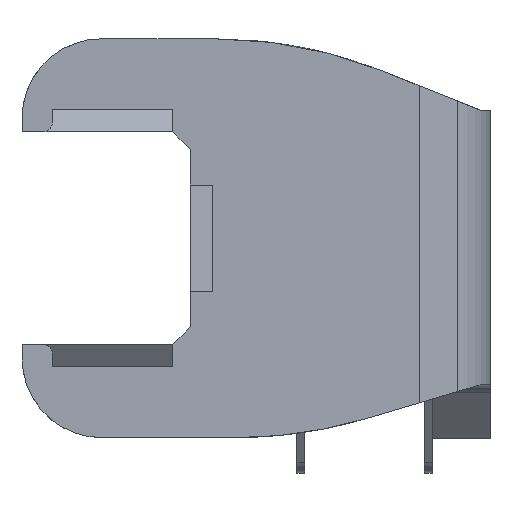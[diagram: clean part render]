
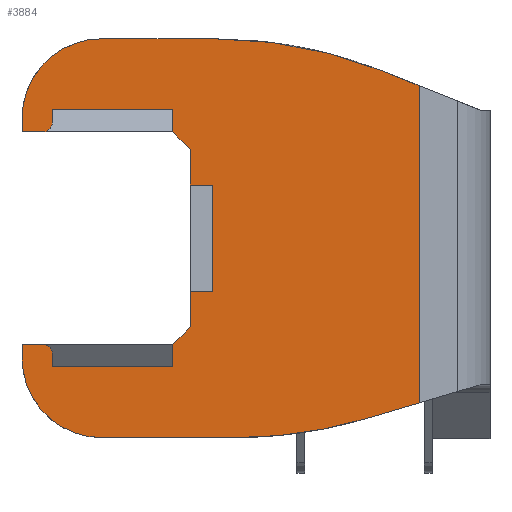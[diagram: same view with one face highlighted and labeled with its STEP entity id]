
A CAD part, front view. The second image highlights one B-rep face of the part: STEP entity #3884.
In plain terms, the highlighted planar face has unit normal (0, -1, 0).
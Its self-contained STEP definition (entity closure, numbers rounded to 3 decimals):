
#1036=CARTESIAN_POINT('',(-11.6,0.,35.5));
#1037=DIRECTION('',(0.,-1.,0.));
#1038=DIRECTION('',(0.,0.,-1.));
#1039=AXIS2_PLACEMENT_3D('',#1036,#1037,#1038);
#1041=DIRECTION('',(1.,0.,0.));
#1042=VECTOR('',#1041,2.4);
#1043=CARTESIAN_POINT('',(-14.,0.,34.5));
#1044=LINE('',#1043,#1042);
#1045=DIRECTION('',(0.,0.,-1.));
#1046=VECTOR('',#1045,1.5);
#1047=CARTESIAN_POINT('',(-14.,0.,36.));
#1048=LINE('',#1047,#1046);
#1049=CARTESIAN_POINT('',(-5.,0.,36.));
#1050=DIRECTION('',(0.,-1.,0.));
#1051=DIRECTION('',(0.,0.,1.));
#1052=AXIS2_PLACEMENT_3D('',#1049,#1050,#1051);
#1054=DIRECTION('',(-1.,0.,0.));
#1055=VECTOR('',#1054,12.687);
#1056=CARTESIAN_POINT('',(7.687,0.,45.));
#1057=LINE('',#1056,#1055);
#1058=CARTESIAN_POINT('',(7.687,0.,-6.27));
#1059=DIRECTION('',(0.,-1.,0.));
#1060=DIRECTION('',(0.372,0.,0.928));
#1061=AXIS2_PLACEMENT_3D('',#1058,#1059,#1060);
#1063=DIRECTION('',(-0.928,0.,0.372));
#1064=VECTOR('',#1063,4.368);
#1065=CARTESIAN_POINT('',(30.8,0.,39.703));
#1066=LINE('',#1065,#1064);
#1067=DIRECTION('',(0.,0.,1.));
#1068=VECTOR('',#1067,35.779);
#1069=CARTESIAN_POINT('',(30.8,0.,3.924));
#1070=LINE('',#1069,#1068);
#1071=DIRECTION('',(0.959,0.,0.284));
#1072=VECTOR('',#1071,6.357);
#1073=CARTESIAN_POINT('',(24.706,0.,2.116));
#1074=LINE('',#1073,#1072);
#1075=CARTESIAN_POINT('',(10.127,0.,51.27));
#1076=DIRECTION('',(0.,-1.,0.));
#1077=DIRECTION('',(0.,0.,-1.));
#1078=AXIS2_PLACEMENT_3D('',#1075,#1076,#1077);
#1080=DIRECTION('',(1.,0.,0.));
#1081=VECTOR('',#1080,15.127);
#1082=CARTESIAN_POINT('',(-5.,0.,0.));
#1083=LINE('',#1082,#1081);
#1084=CARTESIAN_POINT('',(-5.,0.,9.));
#1085=DIRECTION('',(0.,-1.,0.));
#1086=DIRECTION('',(-1.,0.,0.));
#1087=AXIS2_PLACEMENT_3D('',#1084,#1085,#1086);
#1089=DIRECTION('',(0.,0.,-1.));
#1090=VECTOR('',#1089,1.5);
#1091=CARTESIAN_POINT('',(-14.,0.,10.5));
#1092=LINE('',#1091,#1090);
#1093=DIRECTION('',(-1.,0.,0.));
#1094=VECTOR('',#1093,2.4);
#1095=CARTESIAN_POINT('',(-11.6,0.,10.5));
#1096=LINE('',#1095,#1094);
#1097=CARTESIAN_POINT('',(-11.6,0.,9.5));
#1098=DIRECTION('',(0.,-1.,0.));
#1099=DIRECTION('',(1.,0.,0.));
#1100=AXIS2_PLACEMENT_3D('',#1097,#1098,#1099);
#1102=DIRECTION('',(0.,0.,-1.));
#1103=VECTOR('',#1102,1.5);
#1104=CARTESIAN_POINT('',(-10.6,0.,9.5));
#1105=LINE('',#1104,#1103);
#1106=DIRECTION('',(1.,0.,0.));
#1107=VECTOR('',#1106,13.6);
#1108=CARTESIAN_POINT('',(-10.6,0.,8.));
#1109=LINE('',#1108,#1107);
#1110=DIRECTION('',(0.,0.,1.));
#1111=VECTOR('',#1110,2.5);
#1112=CARTESIAN_POINT('',(3.,0.,8.));
#1113=LINE('',#1112,#1111);
#1114=DIRECTION('',(0.,0.,-1.));
#1115=VECTOR('',#1114,4.);
#1116=CARTESIAN_POINT('',(5.,0.,16.5));
#1117=LINE('',#1116,#1115);
#1118=DIRECTION('',(1.,0.,0.));
#1119=VECTOR('',#1118,2.5);
#1120=CARTESIAN_POINT('',(5.,0.,16.5));
#1121=LINE('',#1120,#1119);
#1122=DIRECTION('',(0.,0.,1.));
#1123=VECTOR('',#1122,12.);
#1124=CARTESIAN_POINT('',(7.5,0.,16.5));
#1125=LINE('',#1124,#1123);
#1126=DIRECTION('',(-1.,0.,0.));
#1127=VECTOR('',#1126,2.5);
#1128=CARTESIAN_POINT('',(7.5,0.,28.5));
#1129=LINE('',#1128,#1127);
#1130=DIRECTION('',(0.,0.,-1.));
#1131=VECTOR('',#1130,4.);
#1132=CARTESIAN_POINT('',(5.,0.,32.5));
#1133=LINE('',#1132,#1131);
#1134=DIRECTION('',(0.,0.,1.));
#1135=VECTOR('',#1134,2.5);
#1136=CARTESIAN_POINT('',(3.,0.,34.5));
#1137=LINE('',#1136,#1135);
#1138=DIRECTION('',(-1.,0.,0.));
#1139=VECTOR('',#1138,13.6);
#1140=CARTESIAN_POINT('',(3.,0.,37.));
#1141=LINE('',#1140,#1139);
#1142=DIRECTION('',(0.,0.,-1.));
#1143=VECTOR('',#1142,1.5);
#1144=CARTESIAN_POINT('',(-10.6,0.,37.));
#1145=LINE('',#1144,#1143);
#1162=DIRECTION('',(0.707,0.,-0.707));
#1163=VECTOR('',#1162,2.828);
#1164=CARTESIAN_POINT('',(3.,0.,34.5));
#1165=LINE('',#1164,#1163);
#1550=DIRECTION('',(-0.707,0.,-0.707));
#1551=VECTOR('',#1550,2.828);
#1552=CARTESIAN_POINT('',(5.,0.,12.5));
#1553=LINE('',#1552,#1551);
#2011=CARTESIAN_POINT('',(-14.,0.,36.));
#2012=CARTESIAN_POINT('',(-14.,0.,34.5));
#2013=VERTEX_POINT('',#2011);
#2014=VERTEX_POINT('',#2012);
#2015=CARTESIAN_POINT('',(30.8,0.,3.924));
#2016=CARTESIAN_POINT('',(30.8,0.,39.703));
#2017=VERTEX_POINT('',#2015);
#2018=VERTEX_POINT('',#2016);
#2019=CARTESIAN_POINT('',(-5.,0.,45.));
#2020=VERTEX_POINT('',#2019);
#2021=CARTESIAN_POINT('',(-14.,0.,9.));
#2022=CARTESIAN_POINT('',(-5.,0.,0.));
#2023=VERTEX_POINT('',#2021);
#2024=VERTEX_POINT('',#2022);
#2025=CARTESIAN_POINT('',(-14.,0.,10.5));
#2026=VERTEX_POINT('',#2025);
#2174=CARTESIAN_POINT('',(5.,0.,12.5));
#2175=VERTEX_POINT('',#2174);
#2176=CARTESIAN_POINT('',(5.,0.,32.5));
#2177=VERTEX_POINT('',#2176);
#2182=CARTESIAN_POINT('',(5.,0.,16.5));
#2183=CARTESIAN_POINT('',(7.5,0.,16.5));
#2184=VERTEX_POINT('',#2182);
#2185=VERTEX_POINT('',#2183);
#2186=CARTESIAN_POINT('',(7.5,0.,28.5));
#2187=VERTEX_POINT('',#2186);
#2188=CARTESIAN_POINT('',(5.,0.,28.5));
#2189=VERTEX_POINT('',#2188);
#2190=CARTESIAN_POINT('',(3.,0.,34.5));
#2191=CARTESIAN_POINT('',(3.,0.,37.));
#2192=VERTEX_POINT('',#2190);
#2193=VERTEX_POINT('',#2191);
#2194=CARTESIAN_POINT('',(-10.6,0.,37.));
#2195=VERTEX_POINT('',#2194);
#2196=CARTESIAN_POINT('',(-10.6,0.,8.));
#2197=CARTESIAN_POINT('',(3.,0.,8.));
#2198=VERTEX_POINT('',#2196);
#2199=VERTEX_POINT('',#2197);
#2200=CARTESIAN_POINT('',(3.,0.,10.5));
#2201=VERTEX_POINT('',#2200);
#2214=CARTESIAN_POINT('',(-11.6,0.,34.5));
#2215=CARTESIAN_POINT('',(-10.6,0.,35.5));
#2216=VERTEX_POINT('',#2214);
#2217=VERTEX_POINT('',#2215);
#2222=CARTESIAN_POINT('',(-11.6,0.,10.5));
#2224=VERTEX_POINT('',#2222);
#2228=CARTESIAN_POINT('',(-10.6,0.,9.5));
#2229=VERTEX_POINT('',#2228);
#2336=CARTESIAN_POINT('',(10.127,0.,0.));
#2337=CARTESIAN_POINT('',(24.706,0.,2.116));
#2338=VERTEX_POINT('',#2336);
#2339=VERTEX_POINT('',#2337);
#2340=CARTESIAN_POINT('',(7.687,0.,45.));
#2341=VERTEX_POINT('',#2340);
#2352=CARTESIAN_POINT('',(26.745,0.,41.327));
#2353=VERTEX_POINT('',#2352);
#3828=CARTESIAN_POINT('',(0.,0.,0.));
#3829=DIRECTION('',(0.,-1.,0.));
#3830=DIRECTION('',(1.,0.,0.));
#3831=AXIS2_PLACEMENT_3D('',#3828,#3829,#3830);
#3832=PLANE('',#3831);
#3834=ORIENTED_EDGE('',*,*,#3833,.F.);
#3836=ORIENTED_EDGE('',*,*,#3835,.F.);
#3838=ORIENTED_EDGE('',*,*,#3837,.F.);
#3840=ORIENTED_EDGE('',*,*,#3839,.F.);
#3842=ORIENTED_EDGE('',*,*,#3841,.F.);
#3844=ORIENTED_EDGE('',*,*,#3843,.F.);
#3846=ORIENTED_EDGE('',*,*,#3845,.F.);
#3848=ORIENTED_EDGE('',*,*,#3847,.F.);
#3850=ORIENTED_EDGE('',*,*,#3849,.F.);
#3852=ORIENTED_EDGE('',*,*,#3851,.F.);
#3854=ORIENTED_EDGE('',*,*,#3853,.F.);
#3856=ORIENTED_EDGE('',*,*,#3855,.F.);
#3858=ORIENTED_EDGE('',*,*,#3857,.F.);
#3859=ORIENTED_EDGE('',*,*,#3767,.F.);
#3860=ORIENTED_EDGE('',*,*,#3795,.F.);
#3861=ORIENTED_EDGE('',*,*,#3809,.T.);
#3862=ORIENTED_EDGE('',*,*,#3819,.T.);
#3864=ORIENTED_EDGE('',*,*,#3863,.T.);
#3866=ORIENTED_EDGE('',*,*,#3865,.F.);
#3867=ORIENTED_EDGE('',*,*,#3244,.F.);
#3868=ORIENTED_EDGE('',*,*,#3285,.T.);
#3870=ORIENTED_EDGE('',*,*,#3869,.T.);
#3872=ORIENTED_EDGE('',*,*,#3871,.T.);
#3873=ORIENTED_EDGE('',*,*,#3263,.F.);
#3875=ORIENTED_EDGE('',*,*,#3874,.F.);
#3877=ORIENTED_EDGE('',*,*,#3876,.T.);
#3879=ORIENTED_EDGE('',*,*,#3878,.T.);
#3881=ORIENTED_EDGE('',*,*,#3880,.T.);
#3882=EDGE_LOOP('',(#3834,#3836,#3838,#3840,#3842,#3844,#3846,#3848,#3850,#3852,
#3854,#3856,#3858,#3859,#3860,#3861,#3862,#3864,#3866,#3867,#3868,#3870,#3872,
#3873,#3875,#3877,#3879,#3881));
#3883=FACE_OUTER_BOUND('',#3882,.F.);
#3884=ADVANCED_FACE('',(#3883),#3832,.T.);
#1040=CIRCLE('',#1039,1.);
#1053=CIRCLE('',#1052,9.);
#1062=CIRCLE('',#1061,51.27);
#1079=CIRCLE('',#1078,51.27);
#1088=CIRCLE('',#1087,9.);
#1101=CIRCLE('',#1100,1.);
#3244=EDGE_CURVE('',#2184,#2175,#1117,.T.);
#3263=EDGE_CURVE('',#2177,#2189,#1133,.T.);
#3285=EDGE_CURVE('',#2184,#2185,#1121,.T.);
#3767=EDGE_CURVE('',#2224,#2026,#1096,.T.);
#3795=EDGE_CURVE('',#2229,#2224,#1101,.T.);
#3809=EDGE_CURVE('',#2229,#2198,#1105,.T.);
#3819=EDGE_CURVE('',#2198,#2199,#1109,.T.);
#3833=EDGE_CURVE('',#2216,#2217,#1040,.T.);
#3835=EDGE_CURVE('',#2014,#2216,#1044,.T.);
#3837=EDGE_CURVE('',#2013,#2014,#1048,.T.);
#3839=EDGE_CURVE('',#2020,#2013,#1053,.T.);
#3841=EDGE_CURVE('',#2341,#2020,#1057,.T.);
#3843=EDGE_CURVE('',#2353,#2341,#1062,.T.);
#3845=EDGE_CURVE('',#2018,#2353,#1066,.T.);
#3847=EDGE_CURVE('',#2017,#2018,#1070,.T.);
#3849=EDGE_CURVE('',#2339,#2017,#1074,.T.);
#3851=EDGE_CURVE('',#2338,#2339,#1079,.T.);
#3853=EDGE_CURVE('',#2024,#2338,#1083,.T.);
#3855=EDGE_CURVE('',#2023,#2024,#1088,.T.);
#3857=EDGE_CURVE('',#2026,#2023,#1092,.T.);
#3863=EDGE_CURVE('',#2199,#2201,#1113,.T.);
#3865=EDGE_CURVE('',#2175,#2201,#1553,.T.);
#3869=EDGE_CURVE('',#2185,#2187,#1125,.T.);
#3871=EDGE_CURVE('',#2187,#2189,#1129,.T.);
#3874=EDGE_CURVE('',#2192,#2177,#1165,.T.);
#3876=EDGE_CURVE('',#2192,#2193,#1137,.T.);
#3878=EDGE_CURVE('',#2193,#2195,#1141,.T.);
#3880=EDGE_CURVE('',#2195,#2217,#1145,.T.);
